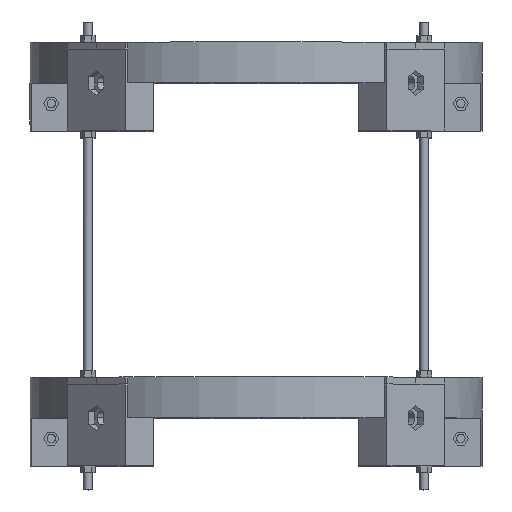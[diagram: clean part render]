
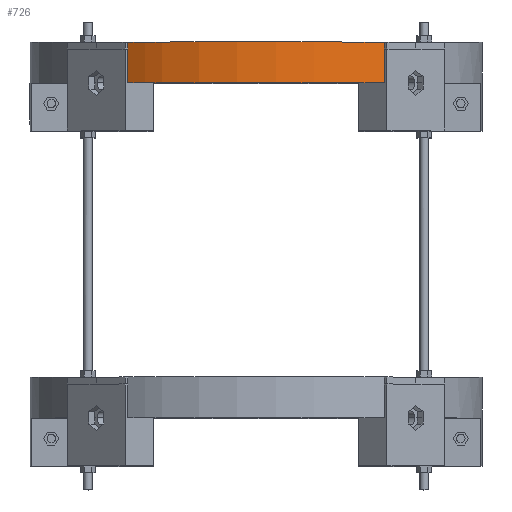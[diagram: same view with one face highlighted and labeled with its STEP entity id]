
A CAD part, top view. The second image highlights one B-rep face of the part: STEP entity #726.
In plain terms, the highlighted free-form (B-spline) face has degree [2, 1] with [9, 2] control points.
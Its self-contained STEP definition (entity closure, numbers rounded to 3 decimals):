
#726=ADVANCED_FACE('',(#1420),#10186,.T.);
#1420=FACE_OUTER_BOUND('',#2125,.T.);
#2125=EDGE_LOOP('',(#3359,#3360,#3361,#3362,#3363,#3364));
#3359=ORIENTED_EDGE('',*,*,#6232,.T.);
#3360=ORIENTED_EDGE('',*,*,#6256,.F.);
#3361=ORIENTED_EDGE('',*,*,#6253,.F.);
#3362=ORIENTED_EDGE('',*,*,#6254,.T.);
#3363=ORIENTED_EDGE('',*,*,#6255,.T.);
#3364=ORIENTED_EDGE('',*,*,#6218,.F.);
#6218=EDGE_CURVE('',#9318,#9317,#8297,.T.);
#6232=EDGE_CURVE('',#9318,#9328,#8309,.T.);
#6253=EDGE_CURVE('',#9342,#9329,#8317,.T.);
#6254=EDGE_CURVE('',#9342,#9338,#8318,.T.);
#6255=EDGE_CURVE('',#9338,#9317,#7669,.T.);
#6256=EDGE_CURVE('',#9329,#9328,#7670,.T.);
#7669=(
BOUNDED_CURVE()
B_SPLINE_CURVE(2,(#14107,#14108,#14109,#14110,#14111),.UNSPECIFIED.,.F.,
 .F.)
B_SPLINE_CURVE_WITH_KNOTS((3,2,3),(79.522,130.367,181.211),
 .UNSPECIFIED.)
CURVE()
GEOMETRIC_REPRESENTATION_ITEM()
RATIONAL_B_SPLINE_CURVE((1.,0.955,1.,0.955,1.))
REPRESENTATION_ITEM('')
);
#7670=(
BOUNDED_CURVE()
B_SPLINE_CURVE(2,(#14112,#14113,#14114,#14115,#14116),.UNSPECIFIED.,.F.,
 .F.)
B_SPLINE_CURVE_WITH_KNOTS((3,2,3),(79.522,130.367,181.211),
 .UNSPECIFIED.)
CURVE()
GEOMETRIC_REPRESENTATION_ITEM()
RATIONAL_B_SPLINE_CURVE((1.,0.955,1.,0.955,1.))
REPRESENTATION_ITEM('')
);
#8297=B_SPLINE_CURVE_WITH_KNOTS('',1,(#14016,#14017),.UNSPECIFIED.,.F.,.F.,
(2,2),(0.,2.57),.UNSPECIFIED.);
#8309=B_SPLINE_CURVE_WITH_KNOTS('',1,(#14046,#14047),.UNSPECIFIED.,.F.,.F.,
(2,2),(-120.141,-107.708),.UNSPECIFIED.);
#8317=B_SPLINE_CURVE_WITH_KNOTS('',1,(#14103,#14104),.UNSPECIFIED.,.F.,.F.,
(2,2),(-120.141,-107.708),.UNSPECIFIED.);
#8318=B_SPLINE_CURVE_WITH_KNOTS('',1,(#14105,#14106),.UNSPECIFIED.,.F.,.F.,
(2,2),(0.,2.57),.UNSPECIFIED.);
#9317=VERTEX_POINT('',#13806);
#9318=VERTEX_POINT('',#13807);
#9328=VERTEX_POINT('',#13817);
#9329=VERTEX_POINT('',#13818);
#9338=VERTEX_POINT('',#13827);
#9342=VERTEX_POINT('',#13831);
#10186=(
BOUNDED_SURFACE()
B_SPLINE_SURFACE(2,1,((#13351,#13352),(#13353,#13354),(#13355,#13356),(#13357,
#13358),(#13359,#13360),(#13361,#13362),(#13363,#13364),(#13365,#13366),
(#13367,#13368)),.UNSPECIFIED.,.T.,.F.,.F.)
B_SPLINE_SURFACE_WITH_KNOTS((3,2,2,2,3),(2,2),(0.,130.367,260.733,
391.1,521.467),(0.,15.004),.UNSPECIFIED.)
GEOMETRIC_REPRESENTATION_ITEM()
RATIONAL_B_SPLINE_SURFACE(((1.,1.),(0.707,0.707),
(1.,1.),(0.707,0.707),(1.,1.),(0.707,
0.707),(1.,1.),(0.707,0.707),(1.,1.)))
REPRESENTATION_ITEM('')
SURFACE()
);
#13351=CARTESIAN_POINT('',(106.454,749.476,12.392));
#13352=CARTESIAN_POINT('',(106.454,734.473,12.392));
#13353=CARTESIAN_POINT('',(106.454,749.476,95.386));
#13354=CARTESIAN_POINT('',(106.454,734.473,95.386));
#13355=CARTESIAN_POINT('',(23.46,749.476,95.386));
#13356=CARTESIAN_POINT('',(23.46,734.473,95.386));
#13357=CARTESIAN_POINT('',(-59.534,749.476,95.386));
#13358=CARTESIAN_POINT('',(-59.534,734.473,95.386));
#13359=CARTESIAN_POINT('',(-59.534,749.476,12.392));
#13360=CARTESIAN_POINT('',(-59.534,734.473,12.392));
#13361=CARTESIAN_POINT('',(-59.534,749.476,-70.602));
#13362=CARTESIAN_POINT('',(-59.534,734.473,-70.602));
#13363=CARTESIAN_POINT('',(23.46,749.476,-70.602));
#13364=CARTESIAN_POINT('',(23.46,734.473,-70.602));
#13365=CARTESIAN_POINT('',(106.454,749.476,-70.602));
#13366=CARTESIAN_POINT('',(106.454,734.473,-70.602));
#13367=CARTESIAN_POINT('',(106.454,749.476,12.392));
#13368=CARTESIAN_POINT('',(106.454,734.473,12.392));
#13806=CARTESIAN_POINT('',(-23.653,749.476,80.717));
#13807=CARTESIAN_POINT('',(-23.653,746.906,80.717));
#13817=CARTESIAN_POINT('',(-23.653,734.473,80.717));
#13818=CARTESIAN_POINT('',(70.572,734.473,80.717));
#13827=CARTESIAN_POINT('',(70.572,749.476,80.717));
#13831=CARTESIAN_POINT('',(70.572,746.906,80.717));
#14016=CARTESIAN_POINT('',(-23.653,746.906,80.717));
#14017=CARTESIAN_POINT('',(-23.653,749.476,80.717));
#14046=CARTESIAN_POINT('',(-23.653,746.906,80.717));
#14047=CARTESIAN_POINT('',(-23.653,734.473,80.717));
#14103=CARTESIAN_POINT('',(70.572,746.906,80.717));
#14104=CARTESIAN_POINT('',(70.572,734.473,80.717));
#14105=CARTESIAN_POINT('',(70.572,746.906,80.717));
#14106=CARTESIAN_POINT('',(70.572,749.476,80.717));
#14107=CARTESIAN_POINT('',(70.572,749.476,80.717));
#14108=CARTESIAN_POINT('',(49.3,749.476,95.386));
#14109=CARTESIAN_POINT('',(23.46,749.476,95.386));
#14110=CARTESIAN_POINT('',(-2.38,749.476,95.386));
#14111=CARTESIAN_POINT('',(-23.653,749.476,80.717));
#14112=CARTESIAN_POINT('',(70.572,734.473,80.717));
#14113=CARTESIAN_POINT('',(49.3,734.473,95.386));
#14114=CARTESIAN_POINT('',(23.46,734.473,95.386));
#14115=CARTESIAN_POINT('',(-2.38,734.473,95.386));
#14116=CARTESIAN_POINT('',(-23.653,734.473,80.717));
